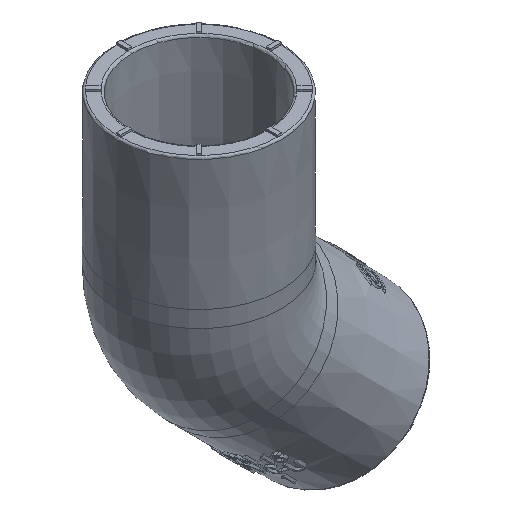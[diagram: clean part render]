
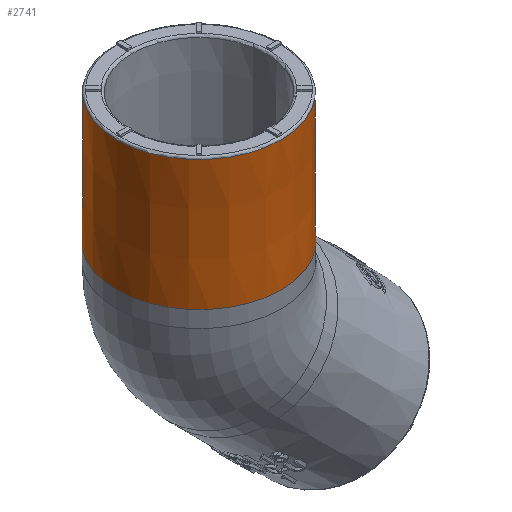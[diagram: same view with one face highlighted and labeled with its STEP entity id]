
A CAD part, isometric view. The second image highlights one B-rep face of the part: STEP entity #2741.
In plain terms, the highlighted conical face has half-angle 0.179 degrees and reference radius 10.05 mm.
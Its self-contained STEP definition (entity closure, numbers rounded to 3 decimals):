
#2016=CIRCLE('',#9854,10.05);
#2033=CIRCLE('',#9912,10.001);
#2151=CONICAL_SURFACE('',#9914,10.05,0.179);
#2241=FACE_BOUND('',#3798,.T.);
#2242=FACE_BOUND('',#3799,.T.);
#2741=ADVANCED_FACE('',(#2241,#2242),#2151,.T.);
#3798=EDGE_LOOP('',(#6413));
#3799=EDGE_LOOP('',(#6414));
#6413=ORIENTED_EDGE('',*,*,#8554,.F.);
#6414=ORIENTED_EDGE('',*,*,#8675,.F.);
#7274=VERTEX_POINT('',#19779);
#7355=VERTEX_POINT('',#20142);
#8554=EDGE_CURVE('',#7274,#7274,#2016,.T.);
#8675=EDGE_CURVE('',#7355,#7355,#2033,.T.);
#9854=AXIS2_PLACEMENT_3D('',#19778,#11687,#11688);
#9912=AXIS2_PLACEMENT_3D('',#20141,#11875,#11876);
#9914=AXIS2_PLACEMENT_3D('',#20144,#11879,#11880);
#11687=DIRECTION('',(0.,0.,-1.));
#11688=DIRECTION('',(1.,0.,0.));
#11875=DIRECTION('',(0.,0.,1.));
#11876=DIRECTION('',(0.,1.,0.));
#11879=DIRECTION('',(0.,0.,-1.));
#11880=DIRECTION('',(0.,-1.,0.));
#19778=CARTESIAN_POINT('',(2649.203,933.224,37.053));
#19779=CARTESIAN_POINT('',(2659.253,933.224,37.053));
#20141=CARTESIAN_POINT('',(2649.203,933.224,52.804));
#20142=CARTESIAN_POINT('',(2649.203,943.225,52.804));
#20144=CARTESIAN_POINT('',(2649.203,933.224,37.053));
